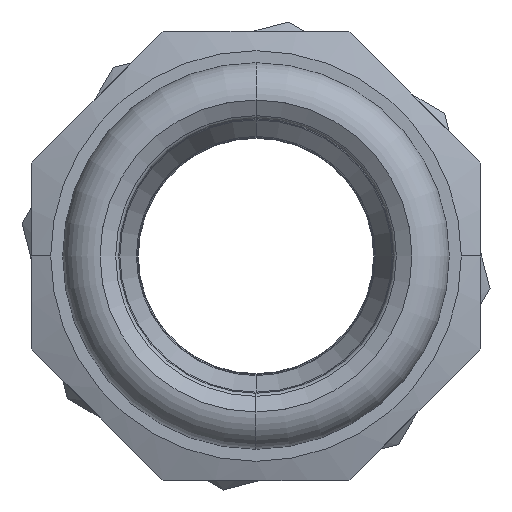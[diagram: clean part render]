
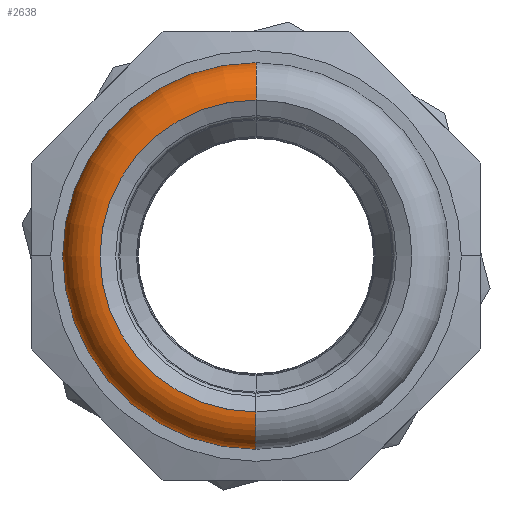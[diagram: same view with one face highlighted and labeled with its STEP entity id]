
A CAD part, left-side view. The second image highlights one B-rep face of the part: STEP entity #2638.
In plain terms, the highlighted toroidal (fillet/blend) face has major radius 12.501 mm and minor radius 3 mm.
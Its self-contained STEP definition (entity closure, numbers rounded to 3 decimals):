
#17 = AXIS2_PLACEMENT_3D ( 'NONE', #2448, #1083, #2764 ) ;
#105 = DIRECTION ( 'NONE',  ( -1., 0., 0. ) ) ;
#120 = CARTESIAN_POINT ( 'NONE',  ( -30.903, 0., 14.003 ) ) ;
#126 = DIRECTION ( 'NONE',  ( 0., 0., 1. ) ) ;
#197 = TOROIDAL_SURFACE ( 'NONE', #885, 12.5, 3. ) ;
#285 = EDGE_LOOP ( 'NONE', ( #3032, #3238, #2249, #2447 ) ) ;
#296 = DIRECTION ( 'NONE',  ( -1., 0., 0. ) ) ;
#315 = CARTESIAN_POINT ( 'NONE',  ( -30.903, 0., 0. ) ) ;
#497 = AXIS2_PLACEMENT_3D ( 'NONE', #3040, #569, #1659 ) ;
#569 = DIRECTION ( 'NONE',  ( 0., 1., 0. ) ) ;
#616 = CARTESIAN_POINT ( 'NONE',  ( -36.5, 0., 12.5 ) ) ;
#885 = AXIS2_PLACEMENT_3D ( 'NONE', #1480, #105, #126 ) ;
#958 = FACE_OUTER_BOUND ( 'NONE', #285, .T. ) ;
#975 = DIRECTION ( 'NONE',  ( -1., 0., 0. ) ) ;
#1083 = DIRECTION ( 'NONE',  ( 0., -1., 0. ) ) ;
#1089 = EDGE_CURVE ( 'NONE', #2171, #1252, #1391, .T. ) ;
#1181 = EDGE_CURVE ( 'NONE', #1851, #2171, #3073, .T. ) ;
#1194 = EDGE_CURVE ( 'NONE', #1851, #3187, #1686, .T. ) ;
#1252 = VERTEX_POINT ( 'NONE', #2239 ) ;
#1391 = CIRCLE ( 'NONE', #2023, 12.5 ) ;
#1480 = CARTESIAN_POINT ( 'NONE',  ( -33.5, 0., 0. ) ) ;
#1587 = CARTESIAN_POINT ( 'NONE',  ( -30.903, 0., -14.003 ) ) ;
#1659 = DIRECTION ( 'NONE',  ( 0., 0., 1. ) ) ;
#1686 = CIRCLE ( 'NONE', #2961, 14.003 ) ;
#1851 = VERTEX_POINT ( 'NONE', #120 ) ;
#1898 = DIRECTION ( 'NONE',  ( 0., 0., 1. ) ) ;
#2023 = AXIS2_PLACEMENT_3D ( 'NONE', #3460, #975, #3509 ) ;
#2171 = VERTEX_POINT ( 'NONE', #616 ) ;
#2239 = CARTESIAN_POINT ( 'NONE',  ( -36.5, 0., -12.5 ) ) ;
#2249 = ORIENTED_EDGE ( 'NONE', *, *, #1089, .F. ) ;
#2447 = ORIENTED_EDGE ( 'NONE', *, *, #1181, .F. ) ;
#2448 = CARTESIAN_POINT ( 'NONE',  ( -33.5, 0., 12.5 ) ) ;
#2638 = ADVANCED_FACE ( 'NONE', ( #958 ), #197, .T. ) ;
#2683 = CIRCLE ( 'NONE', #497, 3. ) ;
#2764 = DIRECTION ( 'NONE',  ( 0., 0., -1. ) ) ;
#2961 = AXIS2_PLACEMENT_3D ( 'NONE', #315, #296, #1898 ) ;
#2993 = EDGE_CURVE ( 'NONE', #3187, #1252, #2683, .T. ) ;
#3032 = ORIENTED_EDGE ( 'NONE', *, *, #1194, .T. ) ;
#3040 = CARTESIAN_POINT ( 'NONE',  ( -33.5, 0., -12.5 ) ) ;
#3073 = CIRCLE ( 'NONE', #17, 3. ) ;
#3187 = VERTEX_POINT ( 'NONE', #1587 ) ;
#3238 = ORIENTED_EDGE ( 'NONE', *, *, #2993, .T. ) ;
#3460 = CARTESIAN_POINT ( 'NONE',  ( -36.5, 0., 0. ) ) ;
#3509 = DIRECTION ( 'NONE',  ( 0., 0., 1. ) ) ;
